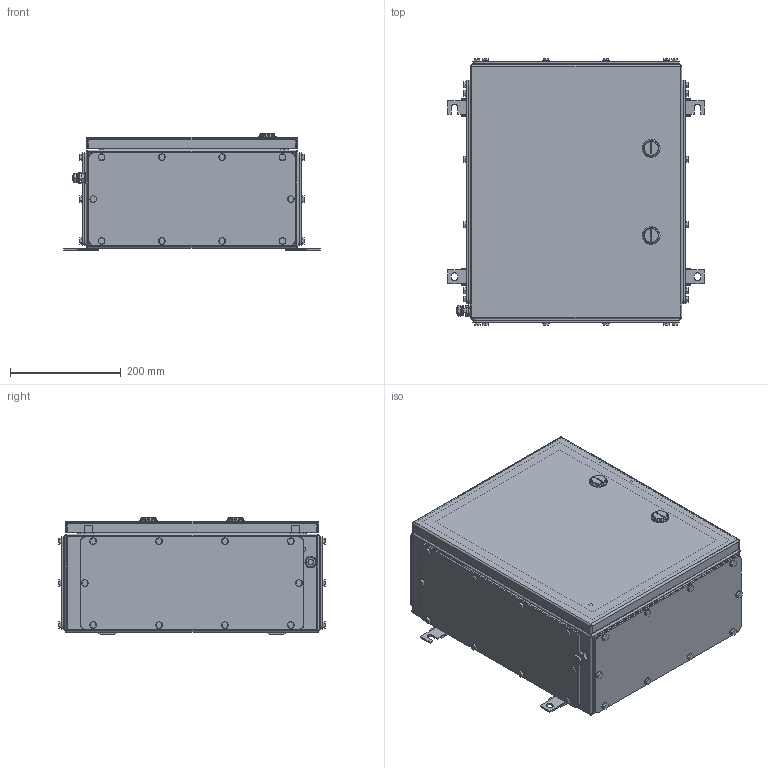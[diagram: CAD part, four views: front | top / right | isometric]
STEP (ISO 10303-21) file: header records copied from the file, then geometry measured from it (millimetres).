
FILE_DESCRIPTION(('CATIA V5 STEP Exchange','CAx-IF Rec.Pracs.--- Model Styling and Organization---1.4--- 2014-01-23'),'2;1');
FILE_NAME ('008815-6_3_1200430000_1200430000.stp','2019-09-23T08:01:42+00:00',('none'),('Weidmueller'),'CATIA Version 5-6 Release 2016 SP3 HF44','CATIA V5 STEP AP214','none');
FILE_SCHEMA(('AUTOMOTIVE_DESIGN { 1 0 10303 214 1 1 1 1 }'));
Products named in the file (1): 1200430000
Bounding box: 463 x 480 x 209.8 mm (x, y, z)
Volume: 2054274.5 mm3; surface area: 2004776.8 mm2
Topology: 134 solids, 136 shells, 2673 faces, 6124 edges, 3856 vertices
Faces by surface type: cylinder 1234, plane 1125, cone 260, sphere 24, torus 22, bspline 8
Entity records: 72853 total; most frequent: CARTESIAN_POINT 16245, ORIENTED_EDGE 12016, DIRECTION 9483, EDGE_CURVE 6008, AXIS2_PLACEMENT_3D 4197, VERTEX_POINT 3856, VECTOR 3304, LINE 3304
